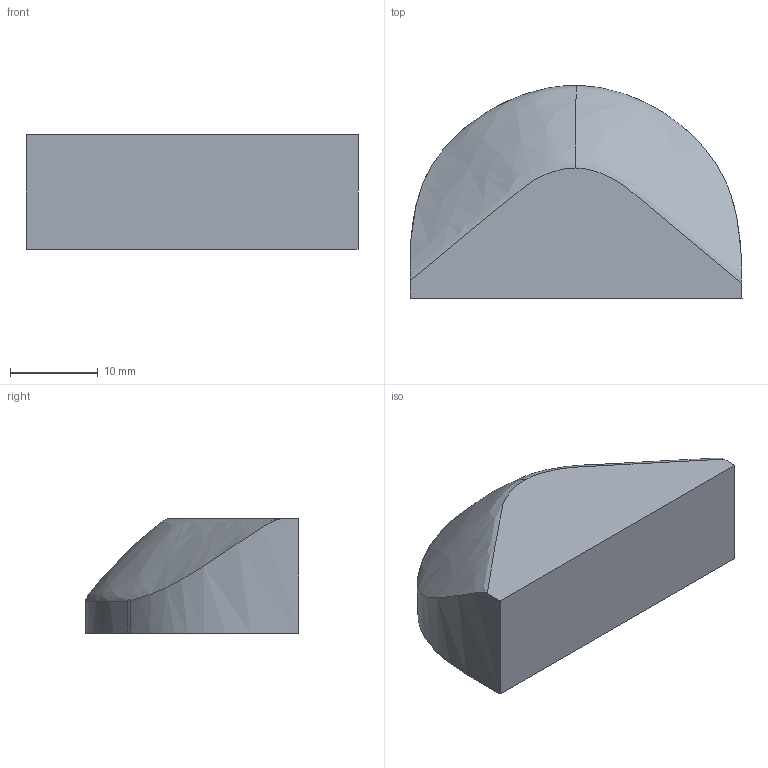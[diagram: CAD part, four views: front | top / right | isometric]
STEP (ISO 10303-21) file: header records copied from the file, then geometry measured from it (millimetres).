
FILE_DESCRIPTION(/* description */ (''),/* implementation_level */ '2;1');
FILE_NAME(/* name */ '5fd18d3b3404fa1517db332f',/* time_stamp */ '2020-12-10T02:51:40+00:00',/* author */ (''),/* organization */ (''),/* preprocessor_version */ 'ST-DEVELOPER v16.7',/* originating_system */ $,/* authorisation */ $);
FILE_SCHEMA (('AUTOMOTIVE_DESIGN {1 0 10303 214 3 1 1}'));
Length unit declared in the file: metre
Products named in the file (1): capo
Bounding box: 37.8 x 24.26 x 13 mm (x, y, z)
Volume: 8383.3 mm3; surface area: 2630.1 mm2
Topology: 1 solids, 1 shells, 11 faces, 26 edges, 17 vertices
Faces by surface type: bspline 8, plane 3
Entity records: 1125 total; most frequent: CARTESIAN_POINT 853, ORIENTED_EDGE 52, EDGE_CURVE 26, DIRECTION 21, VERTEX_POINT 17, B_SPLINE_CURVE_WITH_KNOTS 15, EDGE_LOOP 11, FACE_BOUND 11
